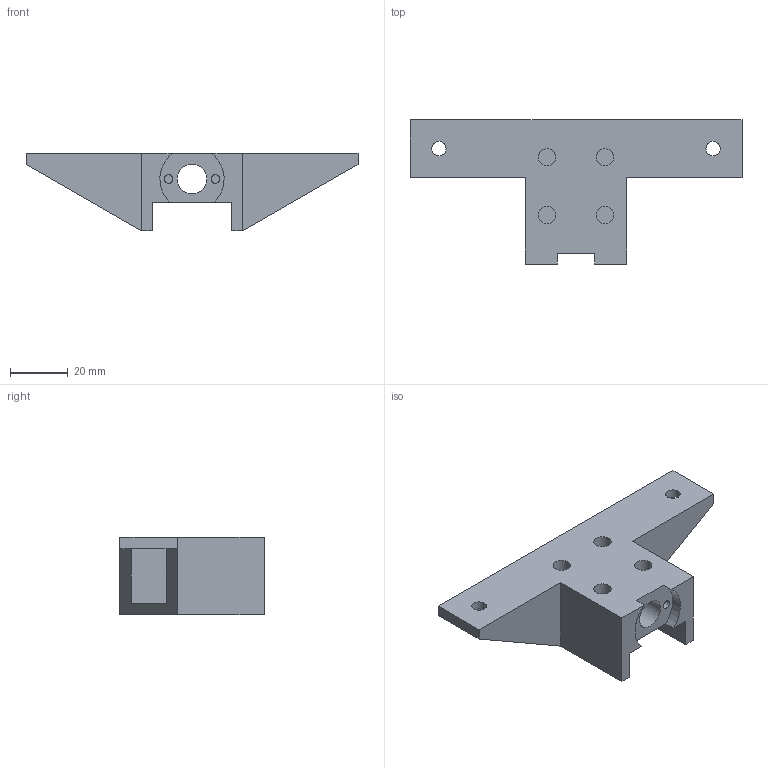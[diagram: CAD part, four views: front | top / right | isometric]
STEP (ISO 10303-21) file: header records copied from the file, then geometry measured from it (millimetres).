
FILE_DESCRIPTION(/* description */ (''),/* implementation_level */ '2;1');
FILE_NAME(/* name */ '2c066fdd-d3ad-4f1d-b773-c6d6cad7a7d9.stp',/* time_stamp */ '2025-06-29T06:41:52Z',/* author */ (''),/* organization */ (''),/* preprocessor_version */ 'ST-DEVELOPER v20.1',/* originating_system */ 'Autodesk Translation Framework v14.10.0.0',/* authorisation */ '');
FILE_SCHEMA (('AUTOMOTIVE_DESIGN { 1 0 10303 214 3 1 1 }'));
Length unit declared in the file: millimetre
Products named in the file (1): Z Carriage Bracket
Bounding box: 115 x 50 x 27 mm (x, y, z)
Volume: 40671.6 mm3; surface area: 18652.9 mm2
Topology: 1 solids, 1 shells, 57 faces, 123 edges, 80 vertices
Faces by surface type: plane 40, cylinder 17
Full cylindrical faces by diameter (mm): 3 x6, 5 x2, 6 x4, 9 x2, 10.25 x1
Entity records: 1588 total; most frequent: DIRECTION 273, CARTESIAN_POINT 261, ORIENTED_EDGE 246, EDGE_CURVE 123, AXIS2_PLACEMENT_3D 92, LINE 89, VECTOR 89, VERTEX_POINT 80
